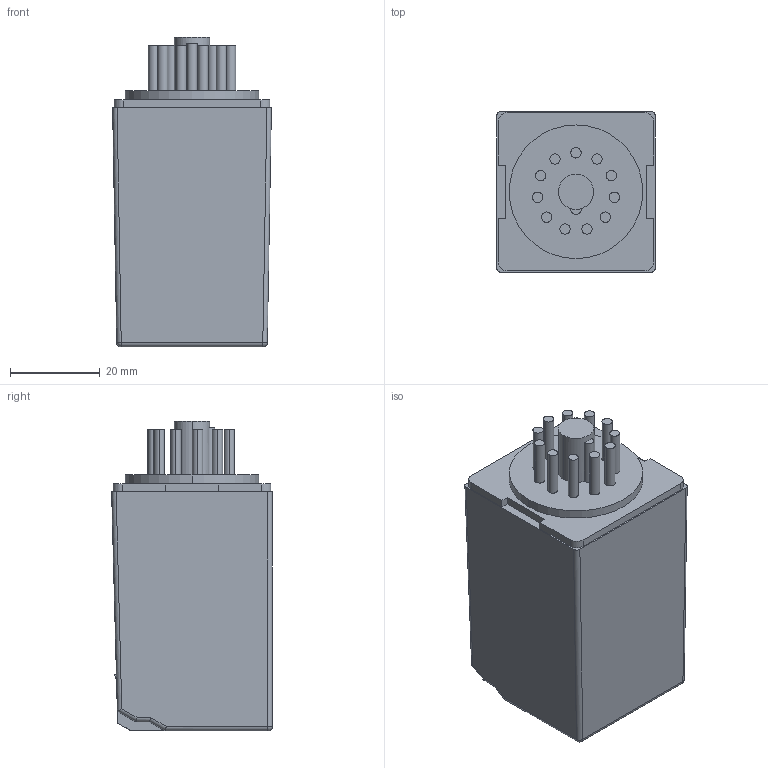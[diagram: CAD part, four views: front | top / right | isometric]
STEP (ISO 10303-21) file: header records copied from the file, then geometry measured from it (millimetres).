
FILE_DESCRIPTION((''),'2;1');
FILE_NAME('C-1393092-4','2018-09-21T',('workeradm'),('TE Connectivity Ltd.'),'CREO PARAMETRIC BY PTC INC, 2016050','CREO PARAMETRIC BY PTC INC, 2016050','');
FILE_SCHEMA(('AUTOMOTIVE_DESIGN { 1 0 10303 214 1 1 1 1 }'));
Length unit declared in the file: millimetre
Products named in the file (1): C-1393092-4
Bounding box: 35.35 x 35.8 x 69 mm (x, y, z)
Volume: 68324.3 mm3; surface area: 11480.4 mm2
Topology: 1 solids, 1 shells, 107 faces, 263 edges, 172 vertices
Faces by surface type: plane 62, cylinder 43, sphere 2
Entity records: 3242 total; most frequent: CARTESIAN_POINT 617, DIRECTION 537, ORIENTED_EDGE 526, EDGE_CURVE 263, AXIS2_PLACEMENT_3D 180, VECTOR 177, LINE 177, VERTEX_POINT 172
